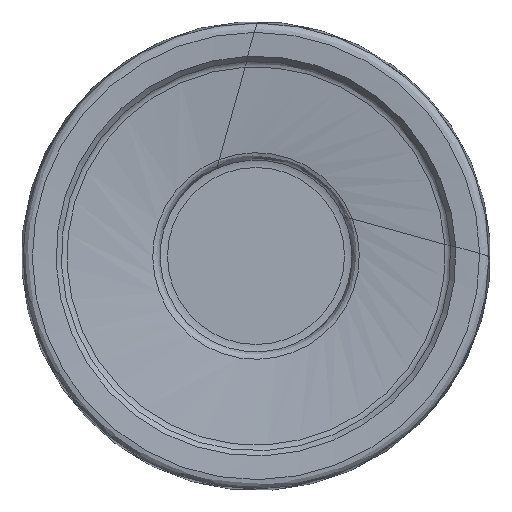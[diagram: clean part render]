
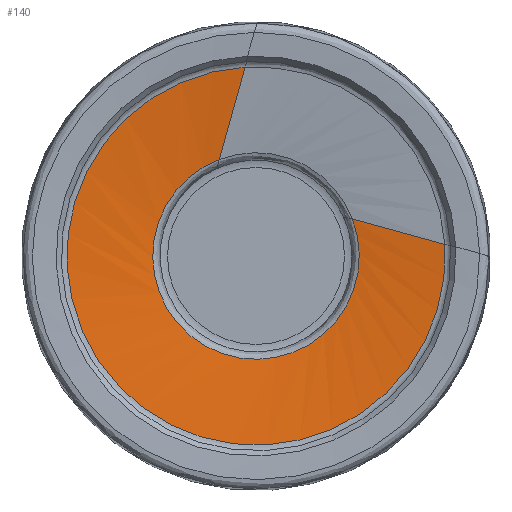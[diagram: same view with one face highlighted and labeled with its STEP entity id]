
A CAD part, left-side view. The second image highlights one B-rep face of the part: STEP entity #140.
In plain terms, the highlighted free-form (B-spline) face has degree [1, 3] with [2, 7] control points.
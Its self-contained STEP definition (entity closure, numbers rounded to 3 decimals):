
#140=ADVANCED_FACE('',(#221),#193,.F.);
#193=(
BOUNDED_SURFACE()
B_SPLINE_SURFACE(1,3,((#1107,#1108,#1109,#1110,#1111,#1112,#1113),(#1114,
#1115,#1116,#1117,#1118,#1119,#1120)),.UNSPECIFIED.,.F.,.F.,.F.)
B_SPLINE_SURFACE_WITH_KNOTS((2,2),(4,3,4),(0.,1.),(0.,0.5,1.),
 .UNSPECIFIED.)
GEOMETRIC_REPRESENTATION_ITEM()
RATIONAL_B_SPLINE_SURFACE(((1.,0.588,0.588,1.,0.588,
0.588,1.),(1.,0.588,0.588,1.,0.588,
0.588,1.)))
REPRESENTATION_ITEM('')
SURFACE()
);
#221=FACE_OUTER_BOUND('',#251,.T.);
#251=EDGE_LOOP('',(#394,#395,#396,#397));
#328=CIRCLE('',#707,4.431);
#329=CIRCLE('',#710,8.114);
#394=ORIENTED_EDGE('',*,*,#601,.F.);
#395=ORIENTED_EDGE('',*,*,#602,.F.);
#396=ORIENTED_EDGE('',*,*,#598,.T.);
#397=ORIENTED_EDGE('',*,*,#603,.F.);
#542=VERTEX_POINT('',#1070);
#543=VERTEX_POINT('',#1071);
#544=VERTEX_POINT('',#1103);
#545=VERTEX_POINT('',#1104);
#598=EDGE_CURVE('',#542,#543,#328,.T.);
#601=EDGE_CURVE('',#544,#545,#329,.T.);
#602=EDGE_CURVE('',#542,#544,#670,.T.);
#603=EDGE_CURVE('',#545,#543,#671,.T.);
#670=LINE('',#1105,#686);
#671=LINE('',#1106,#687);
#686=VECTOR('',#818,1.);
#687=VECTOR('',#819,1.);
#707=AXIS2_PLACEMENT_3D('',#1069,#810,#811);
#710=AXIS2_PLACEMENT_3D('',#1102,#816,#817);
#810=DIRECTION('',(1.,0.,0.));
#811=DIRECTION('',(0.,-0.933,0.359));
#816=DIRECTION('',(1.,0.,0.));
#817=DIRECTION('',(0.,-0.998,0.061));
#818=DIRECTION('',(-0.113,-0.958,-0.264));
#819=DIRECTION('',(0.113,0.268,-0.957));
#1069=CARTESIAN_POINT('',(0.978,0.,0.));
#1070=CARTESIAN_POINT('',(0.978,-4.135,1.592));
#1071=CARTESIAN_POINT('',(0.978,1.578,4.14));
#1102=CARTESIAN_POINT('',(0.509,0.,0.));
#1103=CARTESIAN_POINT('',(0.509,-8.099,0.499));
#1104=CARTESIAN_POINT('',(0.509,0.47,8.101));
#1105=CARTESIAN_POINT('',(0.978,-4.135,1.592));
#1106=CARTESIAN_POINT('',(0.978,1.578,4.14));
#1107=CARTESIAN_POINT('',(0.978,-4.135,1.592));
#1108=CARTESIAN_POINT('',(0.978,-5.804,-2.741));
#1109=CARTESIAN_POINT('',(0.978,-2.436,-5.938));
#1110=CARTESIAN_POINT('',(0.978,1.805,-4.047));
#1111=CARTESIAN_POINT('',(0.978,6.046,-2.155));
#1112=CARTESIAN_POINT('',(0.978,5.917,2.487));
#1113=CARTESIAN_POINT('',(0.978,1.578,4.14));
#1114=CARTESIAN_POINT('',(0.509,-8.099,0.499));
#1115=CARTESIAN_POINT('',(0.509,-8.621,-7.989));
#1116=CARTESIAN_POINT('',(0.509,-0.976,-11.713));
#1117=CARTESIAN_POINT('',(0.509,5.385,-6.07));
#1118=CARTESIAN_POINT('',(0.509,11.746,-0.426));
#1119=CARTESIAN_POINT('',(0.509,8.959,7.608));
#1120=CARTESIAN_POINT('',(0.509,0.47,8.101));
